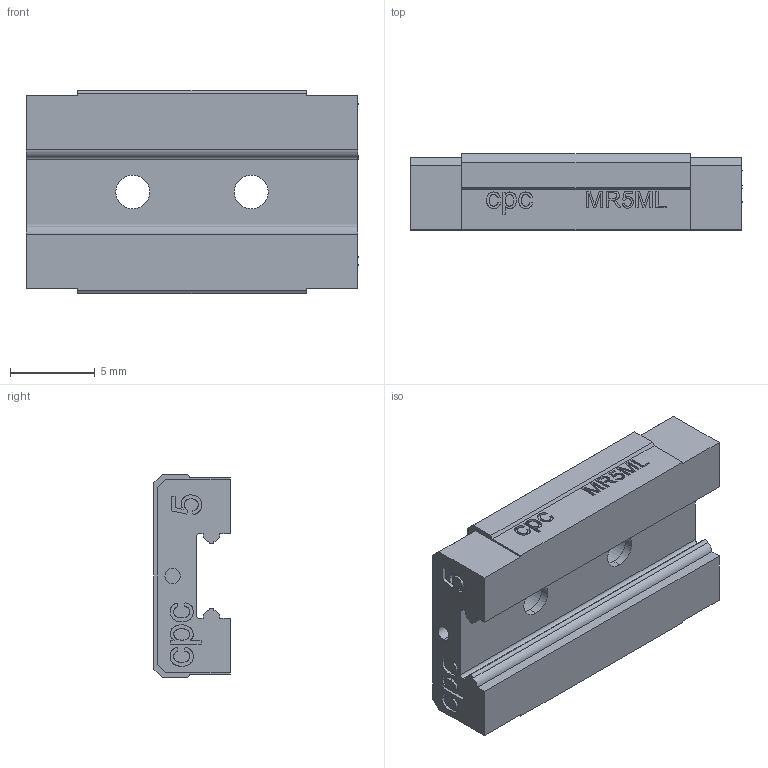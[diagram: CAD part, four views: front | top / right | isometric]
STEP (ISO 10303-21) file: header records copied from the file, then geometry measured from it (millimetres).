
FILE_DESCRIPTION (( 'STEP AP214' ), '1' );
FILE_NAME ('5ML-SS-block.STEP', '2012-02-14T05:46:58', ( '' ), ( '' ), 'SwSTEP 2.0', 'SolidWorks 2010', '' );
FILE_SCHEMA (( 'AUTOMOTIVE_DESIGN' ));
Length unit declared in the file: millimetre
Products named in the file (1): 5ML-SS-block
Bounding box: 19.6 x 4.5 x 12 mm (x, y, z)
Volume: 801.2 mm3; surface area: 874.3 mm2
Topology: 1 solids, 1 shells, 395 faces, 1073 edges, 714 vertices
Faces by surface type: plane 214, bspline 156, cylinder 21, cone 4
Entity records: 26674 total; most frequent: CARTESIAN_POINT 17411, ORIENTED_EDGE 2146, DIRECTION 1287, EDGE_CURVE 1073, LINE 715, VECTOR 715, VERTEX_POINT 714, EDGE_LOOP 433
